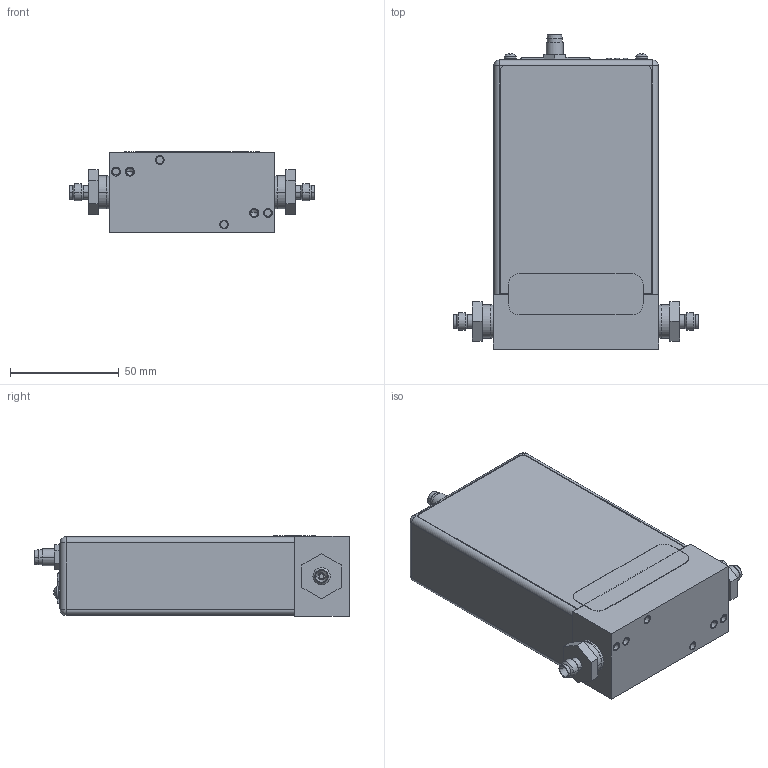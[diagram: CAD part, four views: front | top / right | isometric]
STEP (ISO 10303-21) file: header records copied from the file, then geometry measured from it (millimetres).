
FILE_DESCRIPTION((''),'2;1');
FILE_NAME('GM50A_ETHERCAT_1-8_TUBE_ASM','2014-09-26T',('cockrofm'),(''),'PRO/ENGINEER BY PARAMETRIC TECHNOLOGY CORPORATION, 2011490','PRO/ENGINEER BY PARAMETRIC TECHNOLOGY CORPORATION, 2011490','');
FILE_SCHEMA(('CONFIG_CONTROL_DESIGN'));
Length unit declared in the file: inch
Products named in the file (26): PRT0038; PRT0039; PRT0040; ASM0008_ASM; PRT0041; PRT0042; PRT0043; PRT0044; PRT0045; PRT0046; PRT0047; PRT0048; PRT0049; ASM0009_ASM; PRT0050; PRT0051; PRT0052; PRT0053; PRT0054; PRT0055; ASM0007_ASM; ASM0006_ASM; 1051904_FITTING_1; ASM0005_ASM; 119085-P1_DUMMY_BLANK; GM50A_ETHERCAT_1-8_TUBE_ASM
Assembly tree (32 placements, depth 6):
  GM50A_ETHERCAT_1-8_TUBE_ASM
    ASM0005_ASM
      ASM0006_ASM
        ASM0007_ASM
          PRT0038
          ASM0008_ASM
            PRT0039
            PRT0040
          PRT0041
          PRT0042
          PRT0043
          ASM0009_ASM
            PRT0044
            PRT0045
            PRT0046
            PRT0047
            PRT0048  x2
            PRT0049  x3
          PRT0050
          PRT0051
          PRT0052
          PRT0053
          PRT0054  x2
          PRT0055  x3
      1051904_FITTING_1  x2
    119085-P1_DUMMY_BLANK
Bounding box: 112.78 x 144.53 x 37.08 mm (x, y, z)
Volume: 105599.5 mm3; surface area: 111985.4 mm2
Topology: 27 solids, 33 shells, 1016 faces, 2457 edges, 1558 vertices
Faces by surface type: plane 609, cylinder 293, extrusion 40, cone 36, torus 24, sphere 14
Entity records: 24557 total; most frequent: CARTESIAN_POINT 4669, DIRECTION 4194, ORIENTED_EDGE 3846, EDGE_CURVE 1933, AXIS2_PLACEMENT_3D 1434, VECTOR 1326, LINE 1306, VERTEX_POINT 1240
